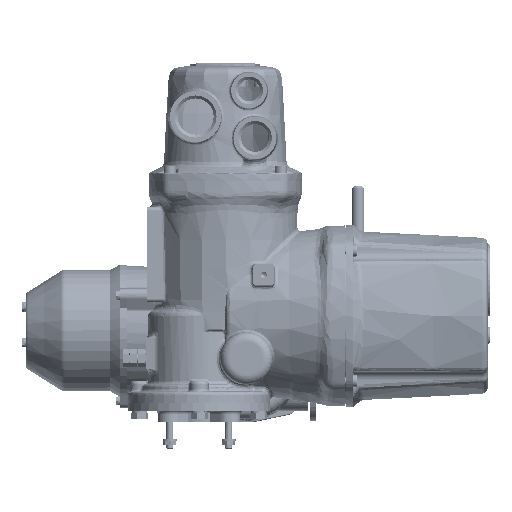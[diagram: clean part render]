
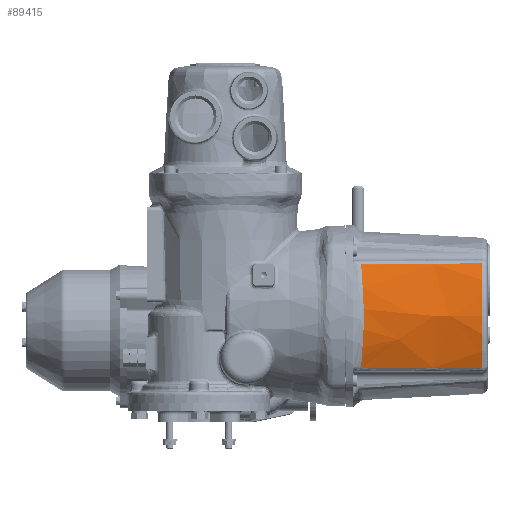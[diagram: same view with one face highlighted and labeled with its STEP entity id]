
A CAD part, left-side view. The second image highlights one B-rep face of the part: STEP entity #89415.
In plain terms, the highlighted free-form (B-spline) face has degree [1, 3] with [2, 18] control points.
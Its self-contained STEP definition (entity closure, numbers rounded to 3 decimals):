
#1654=B_SPLINE_SURFACE_WITH_KNOTS('',1,3,((#148195,#148196,#148197,#148198,
#148199,#148200,#148201,#148202,#148203,#148204,#148205,#148206,#148207,
#148208,#148209,#148210,#148211,#148212),(#148213,#148214,#148215,#148216,
#148217,#148218,#148219,#148220,#148221,#148222,#148223,#148224,#148225,
#148226,#148227,#148228,#148229,#148230)),.RULED_SURF.,.F.,.F.,.F.,(2,2),
(4,2,2,2,2,2,2,2,4),(0.133,0.962),(0.077,
0.125,0.25,0.375,0.5,0.625,0.75,0.875,0.923),.UNSPECIFIED.);
#10295=B_SPLINE_CURVE_WITH_KNOTS('',3,(#148231,#148232,#148233,#148234,
#148235,#148236,#148237,#148238,#148239,#148240,#148241),.UNSPECIFIED.,
 .F.,.F.,(4,1,1,1,1,1,1,1,4),(0.,0.011,0.022,
0.033,0.044,0.055,0.065,
0.076,0.087),.UNSPECIFIED.);
#10296=B_SPLINE_CURVE_WITH_KNOTS('',3,(#148244,#148245,#148246,#148247),
 .UNSPECIFIED.,.F.,.F.,(4,4),(0.,0.001),.UNSPECIFIED.);
#10297=B_SPLINE_CURVE_WITH_KNOTS('',3,(#148249,#148250,#148251,#148252),
 .UNSPECIFIED.,.F.,.F.,(4,4),(0.002,0.063),
 .UNSPECIFIED.);
#10298=B_SPLINE_CURVE_WITH_KNOTS('',3,(#148254,#148255,#148256,#148257),
 .UNSPECIFIED.,.F.,.F.,(4,4),(0.,0.041),.UNSPECIFIED.);
#10299=B_SPLINE_CURVE_WITH_KNOTS('',3,(#148259,#148260,#148261,#148262,
#148263,#148264,#148265,#148266,#148267,#148268),.UNSPECIFIED.,.F.,.F.,
(4,1,1,1,1,1,1,4),(0.003,0.025,0.037,
0.048,0.059,0.071,0.082,
0.093),.UNSPECIFIED.);
#10300=B_SPLINE_CURVE_WITH_KNOTS('',3,(#148270,#148271,#148272,#148273),
 .UNSPECIFIED.,.F.,.F.,(4,4),(0.,0.041),.UNSPECIFIED.);
#10301=B_SPLINE_CURVE_WITH_KNOTS('',3,(#148275,#148276,#148277,#148278),
 .UNSPECIFIED.,.F.,.F.,(4,4),(0.,0.061),.UNSPECIFIED.);
#10302=B_SPLINE_CURVE_WITH_KNOTS('',3,(#148280,#148281,#148282,#148283),
 .UNSPECIFIED.,.F.,.F.,(4,4),(0.,0.001),
 .UNSPECIFIED.);
#23170=ORIENTED_EDGE('',*,*,#39956,.T.);
#23171=ORIENTED_EDGE('',*,*,#39957,.T.);
#23172=ORIENTED_EDGE('',*,*,#39958,.T.);
#23173=ORIENTED_EDGE('',*,*,#39959,.T.);
#23174=ORIENTED_EDGE('',*,*,#39960,.T.);
#23175=ORIENTED_EDGE('',*,*,#39961,.T.);
#23176=ORIENTED_EDGE('',*,*,#39962,.T.);
#23177=ORIENTED_EDGE('',*,*,#39963,.T.);
#39956=EDGE_CURVE('',#49103,#49104,#10295,.T.);
#39957=EDGE_CURVE('',#49104,#49105,#10296,.T.);
#39958=EDGE_CURVE('',#49105,#49106,#10297,.T.);
#39959=EDGE_CURVE('',#49106,#49107,#10298,.T.);
#39960=EDGE_CURVE('',#49107,#49108,#10299,.T.);
#39961=EDGE_CURVE('',#49108,#49109,#10300,.T.);
#39962=EDGE_CURVE('',#49109,#49110,#10301,.T.);
#39963=EDGE_CURVE('',#49110,#49103,#10302,.T.);
#49103=VERTEX_POINT('',#148242);
#49104=VERTEX_POINT('',#148243);
#49105=VERTEX_POINT('',#148248);
#49106=VERTEX_POINT('',#148253);
#49107=VERTEX_POINT('',#148258);
#49108=VERTEX_POINT('',#148269);
#49109=VERTEX_POINT('',#148274);
#49110=VERTEX_POINT('',#148279);
#58330=EDGE_LOOP('',(#23170,#23171,#23172,#23173,#23174,#23175,#23176,#23177));
#64184=FACE_BOUND('',#58330,.T.);
#89415=ADVANCED_FACE('',(#64184),#1654,.F.);
#148195=CARTESIAN_POINT('',(-228.134,-68.044,223.121));
#148196=CARTESIAN_POINT('',(-228.883,-68.044,221.461));
#148197=CARTESIAN_POINT('',(-229.592,-68.044,219.783));
#148198=CARTESIAN_POINT('',(-232.01,-68.044,213.657));
#148199=CARTESIAN_POINT('',(-233.48,-68.044,209.117));
#148200=CARTESIAN_POINT('',(-235.843,-68.044,199.886));
#148201=CARTESIAN_POINT('',(-236.735,-68.044,195.198));
#148202=CARTESIAN_POINT('',(-237.926,-68.044,185.745));
#148203=CARTESIAN_POINT('',(-238.224,-68.044,180.982));
#148204=CARTESIAN_POINT('',(-238.224,-68.044,171.454));
#148205=CARTESIAN_POINT('',(-237.926,-68.044,166.691));
#148206=CARTESIAN_POINT('',(-236.735,-68.044,157.237));
#148207=CARTESIAN_POINT('',(-235.843,-68.044,152.549));
#148208=CARTESIAN_POINT('',(-233.48,-68.044,143.318));
#148209=CARTESIAN_POINT('',(-232.01,-68.044,138.778));
#148210=CARTESIAN_POINT('',(-229.592,-68.044,132.652));
#148211=CARTESIAN_POINT('',(-228.883,-68.044,130.974));
#148212=CARTESIAN_POINT('',(-228.134,-68.044,129.314));
#148213=CARTESIAN_POINT('',(-223.241,-170.459,220.914));
#148214=CARTESIAN_POINT('',(-223.955,-170.459,219.332));
#148215=CARTESIAN_POINT('',(-224.631,-170.459,217.733));
#148216=CARTESIAN_POINT('',(-226.935,-170.459,211.895));
#148217=CARTESIAN_POINT('',(-228.336,-170.459,207.568));
#148218=CARTESIAN_POINT('',(-230.588,-170.459,198.773));
#148219=CARTESIAN_POINT('',(-231.438,-170.459,194.304));
#148220=CARTESIAN_POINT('',(-232.572,-170.459,185.297));
#148221=CARTESIAN_POINT('',(-232.857,-170.459,180.757));
#148222=CARTESIAN_POINT('',(-232.857,-170.459,171.678));
#148223=CARTESIAN_POINT('',(-232.572,-170.459,167.139));
#148224=CARTESIAN_POINT('',(-231.438,-170.459,158.131));
#148225=CARTESIAN_POINT('',(-230.588,-170.459,153.662));
#148226=CARTESIAN_POINT('',(-228.336,-170.459,144.867));
#148227=CARTESIAN_POINT('',(-226.935,-170.459,140.54));
#148228=CARTESIAN_POINT('',(-224.631,-170.459,134.703));
#148229=CARTESIAN_POINT('',(-223.955,-170.459,133.103));
#148230=CARTESIAN_POINT('',(-223.241,-170.459,131.521));
#148231=CARTESIAN_POINT('',(-230.024,-68.839,218.572));
#148232=CARTESIAN_POINT('',(-231.365,-69.034,215.192));
#148233=CARTESIAN_POINT('',(-233.717,-69.472,208.316));
#148234=CARTESIAN_POINT('',(-236.236,-70.218,197.727));
#148235=CARTESIAN_POINT('',(-237.733,-70.868,187.043));
#148236=CARTESIAN_POINT('',(-238.237,-71.141,176.151));
#148237=CARTESIAN_POINT('',(-237.722,-70.862,165.28));
#148238=CARTESIAN_POINT('',(-236.219,-70.212,154.63));
#148239=CARTESIAN_POINT('',(-233.721,-69.473,144.136));
#148240=CARTESIAN_POINT('',(-231.365,-69.034,137.242));
#148241=CARTESIAN_POINT('',(-230.024,-68.839,133.863));
#148242=CARTESIAN_POINT('',(-230.024,-68.839,218.572));
#148243=CARTESIAN_POINT('',(-230.024,-68.839,133.863));
#148244=CARTESIAN_POINT('',(-230.024,-68.839,133.863));
#148245=CARTESIAN_POINT('',(-229.861,-68.816,133.454));
#148246=CARTESIAN_POINT('',(-229.7,-68.755,133.049));
#148247=CARTESIAN_POINT('',(-229.541,-68.655,132.65));
#148248=CARTESIAN_POINT('',(-229.541,-68.655,132.65));
#148249=CARTESIAN_POINT('',(-229.541,-68.655,132.65));
#148250=CARTESIAN_POINT('',(-228.361,-88.929,132.578));
#148251=CARTESIAN_POINT('',(-227.178,-109.202,132.506));
#148252=CARTESIAN_POINT('',(-225.989,-129.475,132.432));
#148253=CARTESIAN_POINT('',(-225.989,-129.475,132.432));
#148254=CARTESIAN_POINT('',(-225.989,-129.475,132.432));
#148255=CARTESIAN_POINT('',(-225.188,-143.14,132.382));
#148256=CARTESIAN_POINT('',(-224.354,-156.802,132.257));
#148257=CARTESIAN_POINT('',(-223.464,-170.459,132.019));
#148258=CARTESIAN_POINT('',(-223.464,-170.459,132.019));
#148259=CARTESIAN_POINT('',(-223.464,-170.459,132.019));
#148260=CARTESIAN_POINT('',(-226.555,-170.459,138.963));
#148261=CARTESIAN_POINT('',(-230.046,-170.459,149.697));
#148262=CARTESIAN_POINT('',(-232.45,-170.459,164.728));
#148263=CARTESIAN_POINT('',(-233.057,-170.459,176.173));
#148264=CARTESIAN_POINT('',(-232.462,-170.459,187.563));
#148265=CARTESIAN_POINT('',(-230.694,-170.459,198.776));
#148266=CARTESIAN_POINT('',(-227.732,-170.459,209.853));
#148267=CARTESIAN_POINT('',(-225.012,-170.459,216.938));
#148268=CARTESIAN_POINT('',(-223.464,-170.459,220.416));
#148269=CARTESIAN_POINT('',(-223.464,-170.459,220.416));
#148270=CARTESIAN_POINT('',(-223.464,-170.459,220.416));
#148271=CARTESIAN_POINT('',(-224.354,-156.802,220.178));
#148272=CARTESIAN_POINT('',(-225.188,-143.14,220.053));
#148273=CARTESIAN_POINT('',(-225.989,-129.475,220.003));
#148274=CARTESIAN_POINT('',(-225.989,-129.475,220.003));
#148275=CARTESIAN_POINT('',(-225.989,-129.475,220.003));
#148276=CARTESIAN_POINT('',(-227.178,-109.202,219.93));
#148277=CARTESIAN_POINT('',(-228.361,-88.929,219.857));
#148278=CARTESIAN_POINT('',(-229.541,-68.655,219.785));
#148279=CARTESIAN_POINT('',(-229.541,-68.655,219.785));
#148280=CARTESIAN_POINT('',(-229.541,-68.655,219.785));
#148281=CARTESIAN_POINT('',(-229.7,-68.755,219.386));
#148282=CARTESIAN_POINT('',(-229.861,-68.816,218.981));
#148283=CARTESIAN_POINT('',(-230.024,-68.839,218.572));
